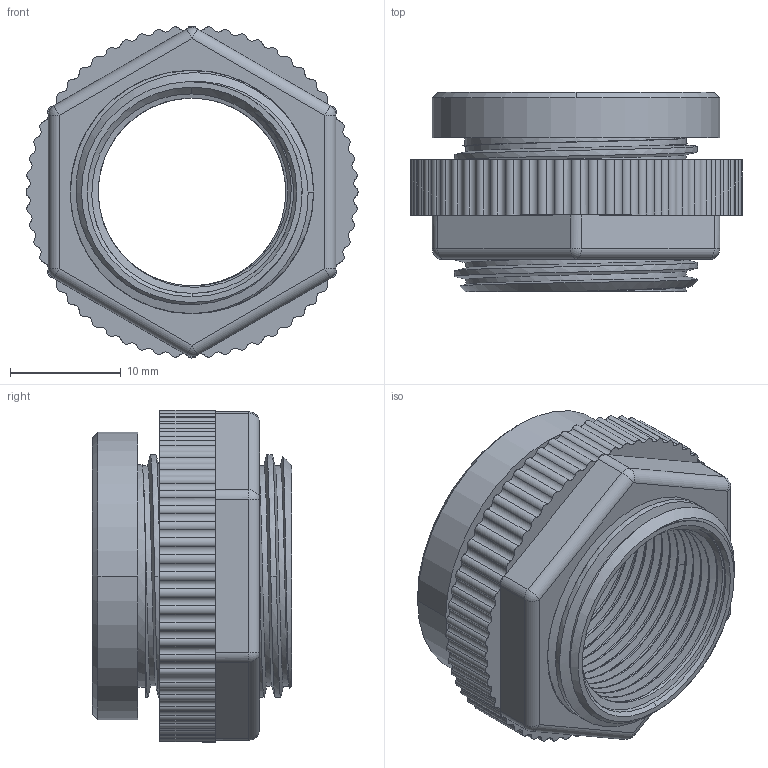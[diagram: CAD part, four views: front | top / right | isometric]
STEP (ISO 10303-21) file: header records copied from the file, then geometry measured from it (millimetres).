
FILE_DESCRIPTION((''),'2;1');
FILE_NAME('166452_SW','2012-07-18T',('banengservice'),('BANNER ENGINEERING'),'PRO/ENGINEER BY PARAMETRIC TECHNOLOGY CORPORATION, 2009141','PRO/ENGINEER BY PARAMETRIC TECHNOLOGY CORPORATION, 2009141','');
FILE_SCHEMA(('CONFIG_CONTROL_DESIGN'));
Length unit declared in the file: inch
Products named in the file (1): 166452_SW
Bounding box: 30 x 18 x 30 mm (x, y, z)
Volume: 4475.8 mm3; surface area: 6237.8 mm2
Topology: 1 solids, 1 shells, 262 faces, 727 edges, 470 vertices
Faces by surface type: cylinder 186, plane 31, bspline 31, cone 8, sphere 6
Entity records: 19549 total; most frequent: CARTESIAN_POINT 12988, ORIENTED_EDGE 1454, DIRECTION 1301, EDGE_CURVE 727, AXIS2_PLACEMENT_3D 529, VERTEX_POINT 470, CIRCLE 298, EDGE_LOOP 269
